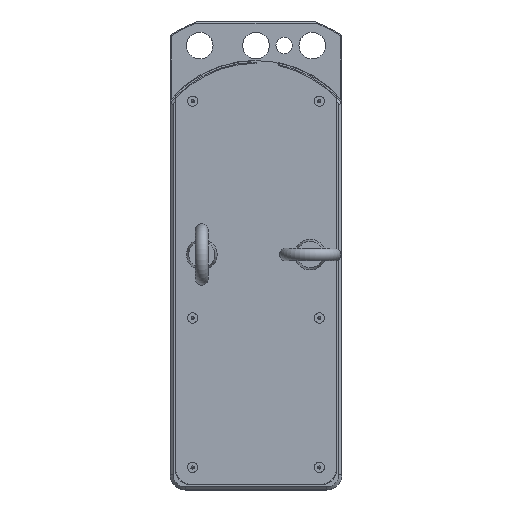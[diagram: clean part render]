
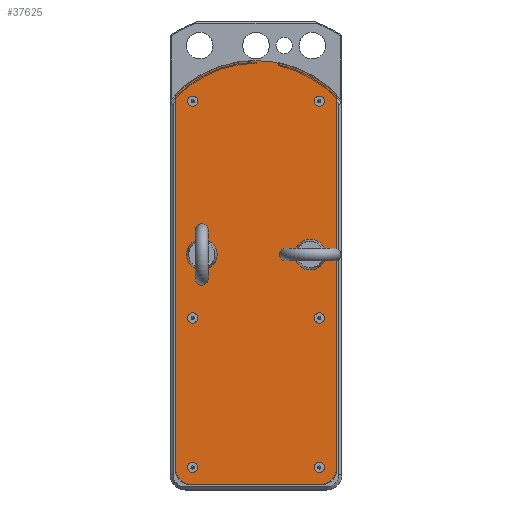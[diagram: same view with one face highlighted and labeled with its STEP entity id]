
A CAD part, top view. The second image highlights one B-rep face of the part: STEP entity #37625.
In plain terms, the highlighted planar face has unit normal (0, 0, 1).
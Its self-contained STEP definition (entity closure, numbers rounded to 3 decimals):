
#287=FACE_BOUND('',#6965,.T.);
#288=FACE_BOUND('',#6966,.T.);
#289=FACE_BOUND('',#6967,.T.);
#290=FACE_BOUND('',#6968,.T.);
#291=FACE_BOUND('',#6969,.T.);
#292=FACE_BOUND('',#6970,.T.);
#293=FACE_BOUND('',#6971,.T.);
#294=FACE_BOUND('',#6972,.T.);
#1060=CIRCLE('',#37982,15.);
#1061=CIRCLE('',#37983,15.);
#1066=CIRCLE('',#37999,5.);
#1069=CIRCLE('',#38012,5.);
#1072=CIRCLE('',#38025,5.);
#2470=CIRCLE('',#41064,15.);
#2471=CIRCLE('',#41065,15.);
#2472=CIRCLE('',#41066,109.6);
#2473=CIRCLE('',#41067,15.);
#2474=CIRCLE('',#41068,15.);
#2475=CIRCLE('',#41069,5.);
#2476=CIRCLE('',#41070,5.);
#2477=CIRCLE('',#41071,5.);
#4768=FACE_OUTER_BOUND('',#6964,.T.);
#6964=EDGE_LOOP('',(#31265,#31266,#31267,#31268,#31269,#31270));
#6965=EDGE_LOOP('',(#31271,#31272));
#6966=EDGE_LOOP('',(#31273,#31274));
#6967=EDGE_LOOP('',(#31275));
#6968=EDGE_LOOP('',(#31276));
#6969=EDGE_LOOP('',(#31277));
#6970=EDGE_LOOP('',(#31278));
#6971=EDGE_LOOP('',(#31279));
#6972=EDGE_LOOP('',(#31280));
#10216=LINE('',#64372,#12939);
#10217=LINE('',#64376,#12940);
#10218=LINE('',#64379,#12941);
#12939=VECTOR('',#50197,10.);
#12940=VECTOR('',#50200,10.);
#12941=VECTOR('',#50203,10.);
#13332=VERTEX_POINT('',#51877);
#13333=VERTEX_POINT('',#51878);
#13350=VERTEX_POINT('',#51984);
#13366=VERTEX_POINT('',#52033);
#13382=VERTEX_POINT('',#52082);
#16393=VERTEX_POINT('',#64368);
#16394=VERTEX_POINT('',#64369);
#16395=VERTEX_POINT('',#64371);
#16396=VERTEX_POINT('',#64373);
#16397=VERTEX_POINT('',#64375);
#16398=VERTEX_POINT('',#64377);
#16399=VERTEX_POINT('',#64380);
#16400=VERTEX_POINT('',#64381);
#16401=VERTEX_POINT('',#64384);
#16402=VERTEX_POINT('',#64386);
#16403=VERTEX_POINT('',#64388);
#16895=EDGE_CURVE('',#13332,#13333,#1060,.T.);
#16896=EDGE_CURVE('',#13333,#13332,#1061,.T.);
#16924=EDGE_CURVE('',#13350,#13350,#1066,.T.);
#16947=EDGE_CURVE('',#13366,#13366,#1069,.T.);
#16970=EDGE_CURVE('',#13382,#13382,#1072,.T.);
#21466=EDGE_CURVE('',#16393,#16394,#2470,.T.);
#21467=EDGE_CURVE('',#16393,#16395,#10216,.T.);
#21468=EDGE_CURVE('',#16396,#16395,#2471,.T.);
#21469=EDGE_CURVE('',#16396,#16397,#10217,.T.);
#21470=EDGE_CURVE('',#16397,#16398,#2472,.T.);
#21471=EDGE_CURVE('',#16398,#16394,#10218,.T.);
#21472=EDGE_CURVE('',#16399,#16400,#2473,.T.);
#21473=EDGE_CURVE('',#16400,#16399,#2474,.T.);
#21474=EDGE_CURVE('',#16401,#16401,#2475,.T.);
#21475=EDGE_CURVE('',#16402,#16402,#2476,.T.);
#21476=EDGE_CURVE('',#16403,#16403,#2477,.T.);
#31265=ORIENTED_EDGE('',*,*,#21466,.F.);
#31266=ORIENTED_EDGE('',*,*,#21467,.T.);
#31267=ORIENTED_EDGE('',*,*,#21468,.F.);
#31268=ORIENTED_EDGE('',*,*,#21469,.T.);
#31269=ORIENTED_EDGE('',*,*,#21470,.T.);
#31270=ORIENTED_EDGE('',*,*,#21471,.T.);
#31271=ORIENTED_EDGE('',*,*,#16895,.T.);
#31272=ORIENTED_EDGE('',*,*,#16896,.T.);
#31273=ORIENTED_EDGE('',*,*,#21472,.T.);
#31274=ORIENTED_EDGE('',*,*,#21473,.T.);
#31275=ORIENTED_EDGE('',*,*,#16924,.T.);
#31276=ORIENTED_EDGE('',*,*,#21474,.T.);
#31277=ORIENTED_EDGE('',*,*,#16947,.T.);
#31278=ORIENTED_EDGE('',*,*,#21475,.T.);
#31279=ORIENTED_EDGE('',*,*,#16970,.T.);
#31280=ORIENTED_EDGE('',*,*,#21476,.T.);
#33832=PLANE('',#41063);
#37625=ADVANCED_FACE('',(#4768,#287,#288,#289,#290,#291,#292,#293,#294),
#33832,.T.);
#37982=AXIS2_PLACEMENT_3D('',#51879,#41678,#41679);
#37983=AXIS2_PLACEMENT_3D('',#51880,#41680,#41681);
#37999=AXIS2_PLACEMENT_3D('',#51985,#41732,#41733);
#38012=AXIS2_PLACEMENT_3D('',#52034,#41778,#41779);
#38025=AXIS2_PLACEMENT_3D('',#52083,#41824,#41825);
#41063=AXIS2_PLACEMENT_3D('',#64367,#50193,#50194);
#41064=AXIS2_PLACEMENT_3D('',#64370,#50195,#50196);
#41065=AXIS2_PLACEMENT_3D('',#64374,#50198,#50199);
#41066=AXIS2_PLACEMENT_3D('',#64378,#50201,#50202);
#41067=AXIS2_PLACEMENT_3D('',#64382,#50204,#50205);
#41068=AXIS2_PLACEMENT_3D('',#64383,#50206,#50207);
#41069=AXIS2_PLACEMENT_3D('',#64385,#50208,#50209);
#41070=AXIS2_PLACEMENT_3D('',#64387,#50210,#50211);
#41071=AXIS2_PLACEMENT_3D('',#64389,#50212,#50213);
#41678=DIRECTION('center_axis',(0.,0.,
-1.));
#41679=DIRECTION('ref_axis',(1.,0.,0.));
#41680=DIRECTION('center_axis',(0.,0.,
-1.));
#41681=DIRECTION('ref_axis',(1.,0.,0.));
#41732=DIRECTION('center_axis',(0.,0.,
-1.));
#41733=DIRECTION('ref_axis',(0.,1.,0.));
#41778=DIRECTION('center_axis',(0.,0.,
-1.));
#41779=DIRECTION('ref_axis',(0.,1.,0.));
#41824=DIRECTION('center_axis',(0.,0.,
-1.));
#41825=DIRECTION('ref_axis',(0.,1.,0.));
#50193=DIRECTION('center_axis',(0.,0.,
1.));
#50194=DIRECTION('ref_axis',(0.,1.,0.));
#50195=DIRECTION('center_axis',(0.,0.,
-1.));
#50196=DIRECTION('ref_axis',(-0.707,-0.707,0.));
#50197=DIRECTION('',(1.,0.,0.));
#50198=DIRECTION('center_axis',(0.,0.,
-1.));
#50199=DIRECTION('ref_axis',(0.707,-0.707,0.));
#50200=DIRECTION('',(0.,1.,0.));
#50201=DIRECTION('center_axis',(0.,0.,
1.));
#50202=DIRECTION('ref_axis',(0.716,0.698,0.));
#50203=DIRECTION('',(0.,-1.,0.));
#50204=DIRECTION('center_axis',(0.,0.,
-1.));
#50205=DIRECTION('ref_axis',(0.,1.,0.));
#50206=DIRECTION('center_axis',(0.,0.,
-1.));
#50207=DIRECTION('ref_axis',(0.,1.,0.));
#50208=DIRECTION('center_axis',(0.,0.,
-1.));
#50209=DIRECTION('ref_axis',(0.052,0.999,0.));
#50210=DIRECTION('center_axis',(0.,0.,
-1.));
#50211=DIRECTION('ref_axis',(0.,1.,0.));
#50212=DIRECTION('center_axis',(0.,0.,
-1.));
#50213=DIRECTION('ref_axis',(0.,1.,0.));
#51877=CARTESIAN_POINT('',(68.,-80.,121.6));
#51878=CARTESIAN_POINT('',(38.,-80.,121.6));
#51879=CARTESIAN_POINT('Origin',(53.,-80.,121.6));
#51880=CARTESIAN_POINT('Origin',(53.,-80.,121.6));
#51984=CARTESIAN_POINT('',(62.,-293.,121.6));
#51985=CARTESIAN_POINT('Origin',(62.,-288.,121.6));
#52033=CARTESIAN_POINT('',(62.,-147.,121.6));
#52034=CARTESIAN_POINT('Origin',(62.,-142.,121.6));
#52082=CARTESIAN_POINT('',(62.,65.,121.6));
#52083=CARTESIAN_POINT('Origin',(62.,70.,121.6));
#64367=CARTESIAN_POINT('Origin',(0.,-115.948,
121.6));
#64368=CARTESIAN_POINT('',(-63.5,-304.5,121.6));
#64369=CARTESIAN_POINT('',(-78.5,-289.5,121.6));
#64370=CARTESIAN_POINT('Origin',(-63.5,-289.5,121.6));
#64371=CARTESIAN_POINT('',(63.5,-304.5,121.6));
#64372=CARTESIAN_POINT('',(-78.5,-304.5,121.6));
#64373=CARTESIAN_POINT('',(78.5,-289.5,121.6));
#64374=CARTESIAN_POINT('Origin',(63.5,-289.5,121.6));
#64375=CARTESIAN_POINT('',(78.5,76.485,121.6));
#64376=CARTESIAN_POINT('',(78.5,-304.5,121.6));
#64377=CARTESIAN_POINT('',(-78.5,76.485,121.6));
#64378=CARTESIAN_POINT('Origin',(0.,0.,
121.6));
#64379=CARTESIAN_POINT('',(-78.5,76.485,121.6));
#64380=CARTESIAN_POINT('',(-53.,-65.,121.6));
#64381=CARTESIAN_POINT('',(-53.,-95.,121.6));
#64382=CARTESIAN_POINT('Origin',(-53.,-80.,121.6));
#64383=CARTESIAN_POINT('Origin',(-53.,-80.,121.6));
#64384=CARTESIAN_POINT('',(-62.259,-292.993,121.6));
#64385=CARTESIAN_POINT('Origin',(-62.,-288.,121.6));
#64386=CARTESIAN_POINT('',(-62.,-147.,121.6));
#64387=CARTESIAN_POINT('Origin',(-62.,-142.,121.6));
#64388=CARTESIAN_POINT('',(-62.,65.,121.6));
#64389=CARTESIAN_POINT('Origin',(-62.,70.,121.6));
